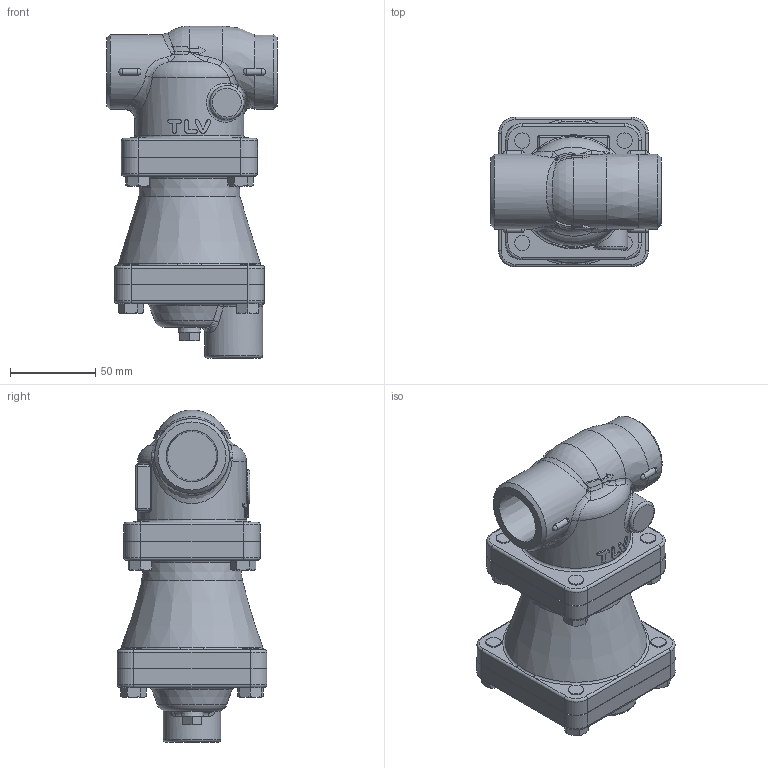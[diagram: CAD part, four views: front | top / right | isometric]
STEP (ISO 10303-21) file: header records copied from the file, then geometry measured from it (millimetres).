
FILE_DESCRIPTION((''),'2;1');
FILE_NAME('dc5a0-025-screw-00.stp','2014-04-17T16:07:42',('nakaot'),(''),'Autodesk Inventor 2012','Autodesk Inventor 2012','');
FILE_SCHEMA(('AUTOMOTIVE_DESIGN { 1 0 10303 214 1 1 1 1 }'));
Length unit declared in the file: millimetre
Products named in the file (1): dc5a0-025-screw-00
Bounding box: 100 x 88 x 195 mm (x, y, z)
Volume: 773179.3 mm3; surface area: 91725.8 mm2
Topology: 1 solids, 2 shells, 397 faces, 965 edges, 596 vertices
Faces by surface type: plane 147, cylinder 78, cone 60, bspline 59, torus 38, sphere 15
Full cylindrical faces by diameter (mm): 9 x16, 20 x1, 34 x1, 44 x2, 55 x2, 64 x1
Entity records: 16571 total; most frequent: CARTESIAN_POINT 8130, ORIENTED_EDGE 1790, DIRECTION 1632, EDGE_CURVE 895, AXIS2_PLACEMENT_3D 674, VERTEX_POINT 572, EDGE_LOOP 483, FACE_OUTER_BOUND 397
